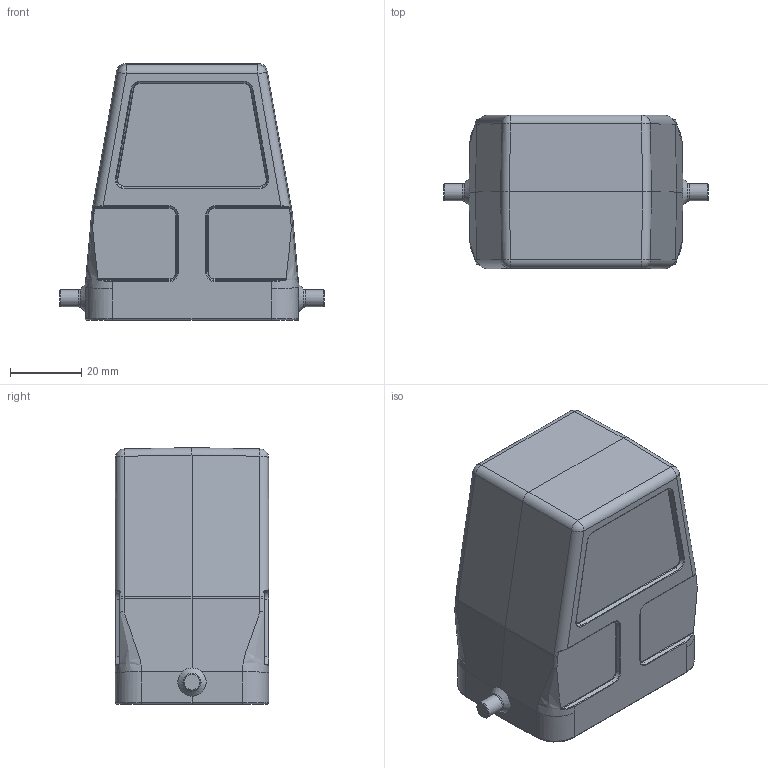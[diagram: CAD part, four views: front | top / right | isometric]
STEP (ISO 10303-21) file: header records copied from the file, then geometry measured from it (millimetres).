
FILE_DESCRIPTION(/* description */ (''),/* implementation_level */ '2;1');
FILE_NAME(/* name */ '100095233ugm000_c.stp',/* time_stamp */ '2017-11-06T07:11:09+01:00',/* author */ (''),/* organization */ (''),/* preprocessor_version */ 'ST-DEVELOPER v16',/* originating_system */ 'SIEMENS PLM Software NX 10.0',/* authorisation */ '');
FILE_SCHEMA (('AUTOMOTIVE_DESIGN { 1 0 10303 214 3 1 1 1 }'));
Length unit declared in the file: millimetre
Products named in the file (1): 100095233ugm000_c
Bounding box: 74.2 x 43 x 72 mm (x, y, z)
Volume: 51799.8 mm3; surface area: 28747.7 mm2
Topology: 1 solids, 1 shells, 437 faces, 1104 edges, 679 vertices
Faces by surface type: plane 156, cylinder 117, bspline 78, torus 46, cone 36, sphere 4
Full cylindrical faces by diameter (mm): 3 x4, 4.8 x2
Entity records: 16421 total; most frequent: CARTESIAN_POINT 5821, ORIENTED_EDGE 2022, DIRECTION 1975, EDGE_CURVE 1011, AXIS2_PLACEMENT_3D 738, VERTEX_POINT 623, LINE 499, VECTOR 499
